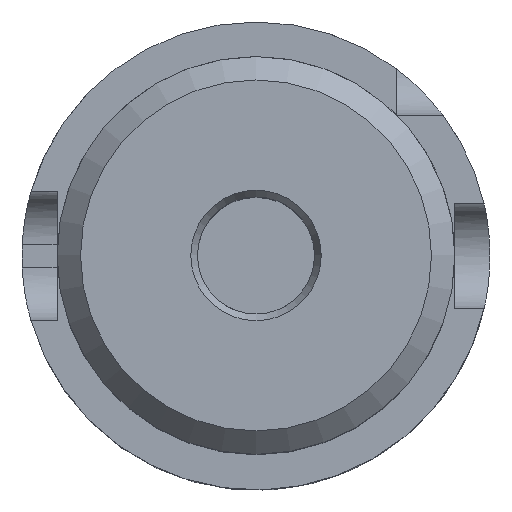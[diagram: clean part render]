
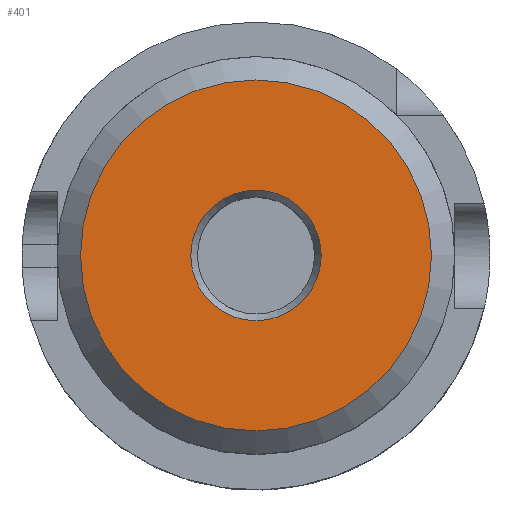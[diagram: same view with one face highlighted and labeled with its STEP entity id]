
A CAD part, top view. The second image highlights one B-rep face of the part: STEP entity #401.
In plain terms, the highlighted planar face has unit normal (0, 0, 1).
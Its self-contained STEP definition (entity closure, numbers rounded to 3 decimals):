
#124=PLANE('',#1739);
#401=ADVANCED_FACE('',(#586,#587),#124,.F.);
#539=CIRCLE('',#1737,5.577);
#540=CIRCLE('',#1738,15.);
#586=FACE_BOUND('',#651,.T.);
#587=FACE_BOUND('',#652,.T.);
#651=EDGE_LOOP('',(#867));
#652=EDGE_LOOP('',(#868));
#867=ORIENTED_EDGE('',*,*,#1462,.T.);
#868=ORIENTED_EDGE('',*,*,#1463,.T.);
#1289=VERTEX_POINT('',#3019);
#1290=VERTEX_POINT('',#3021);
#1462=EDGE_CURVE('',#1289,#1289,#539,.T.);
#1463=EDGE_CURVE('',#1290,#1290,#540,.T.);
#1737=AXIS2_PLACEMENT_3D('',#3018,#1994,#1995);
#1738=AXIS2_PLACEMENT_3D('',#3020,#1996,#1997);
#1739=AXIS2_PLACEMENT_3D('',#3022,#1998,#1999);
#1994=DIRECTION('',(0.,0.,-1.));
#1995=DIRECTION('',(0.,-1.,0.));
#1996=DIRECTION('',(0.,0.,1.));
#1997=DIRECTION('',(0.,-1.,0.));
#1998=DIRECTION('',(0.,0.,-1.));
#1999=DIRECTION('',(0.,1.,0.));
#3018=CARTESIAN_POINT('',(0.,0.,45.5));
#3019=CARTESIAN_POINT('',(0.,-5.577,45.5));
#3020=CARTESIAN_POINT('',(0.,0.,45.5));
#3021=CARTESIAN_POINT('',(0.,-15.,45.5));
#3022=CARTESIAN_POINT('',(0.,-17.,45.5));
